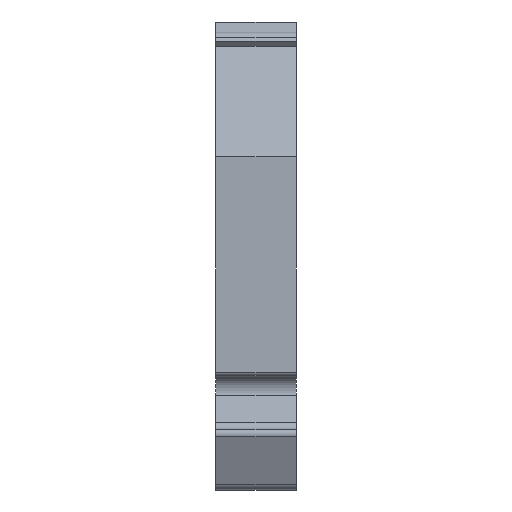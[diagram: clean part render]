
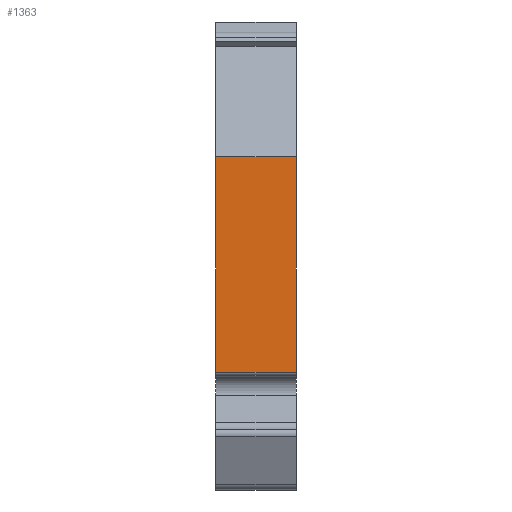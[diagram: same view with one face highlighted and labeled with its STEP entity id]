
A CAD part, front view. The second image highlights one B-rep face of the part: STEP entity #1363.
In plain terms, the highlighted planar face has unit normal (0, -1, 0).
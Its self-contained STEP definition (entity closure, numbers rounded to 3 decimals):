
#1305=CARTESIAN_POINT('',(80.,-398.5,73.));
#1306=VERTEX_POINT('',#1305);
#1314=CARTESIAN_POINT('',(0.0,-398.5,73.));
#1315=VERTEX_POINT('',#1314);
#1316=CARTESIAN_POINT('',(0.0,-398.5,73.));
#1317=DIRECTION('',(1.0,0.0,0.0));
#1318=VECTOR('',#1317,80.);
#1319=LINE('',#1316,#1318);
#1320=EDGE_CURVE('',#1315,#1306,#1319,.T.);
#1333=CARTESIAN_POINT('',(0.0,-398.5,73.));
#1334=DIRECTION('',(0.0,-1.0,0.0));
#1335=DIRECTION('',(1.0,0.0,0.0));
#1336=AXIS2_PLACEMENT_3D('',#1333,#1334,#1335);
#1337=PLANE('',#1336);
#1338=CARTESIAN_POINT('',(80.,-398.5,286.691));
#1339=VERTEX_POINT('',#1338);
#1340=CARTESIAN_POINT('',(80.,-398.5,73.));
#1341=DIRECTION('',(0.0,0.0,1.0));
#1342=VECTOR('',#1341,213.691);
#1343=LINE('',#1340,#1342);
#1344=EDGE_CURVE('',#1306,#1339,#1343,.T.);
#1345=ORIENTED_EDGE('',*,*,#1344,.T.);
#1346=CARTESIAN_POINT('',(0.0,-398.5,286.691));
#1347=VERTEX_POINT('',#1346);
#1348=CARTESIAN_POINT('',(0.0,-398.5,286.691));
#1349=DIRECTION('',(1.0,0.0,0.0));
#1350=VECTOR('',#1349,80.);
#1351=LINE('',#1348,#1350);
#1352=EDGE_CURVE('',#1347,#1339,#1351,.T.);
#1353=ORIENTED_EDGE('',*,*,#1352,.F.);
#1354=CARTESIAN_POINT('',(0.0,-398.5,286.691));
#1355=DIRECTION('',(0.0,0.0,-1.0));
#1356=VECTOR('',#1355,213.691);
#1357=LINE('',#1354,#1356);
#1358=EDGE_CURVE('',#1347,#1315,#1357,.T.);
#1359=ORIENTED_EDGE('',*,*,#1358,.T.);
#1360=ORIENTED_EDGE('',*,*,#1320,.T.);
#1361=EDGE_LOOP('',(#1345,#1353,#1359,#1360));
#1362=FACE_OUTER_BOUND('',#1361,.T.);
#1363=ADVANCED_FACE('',(#1362),#1337,.T.);
